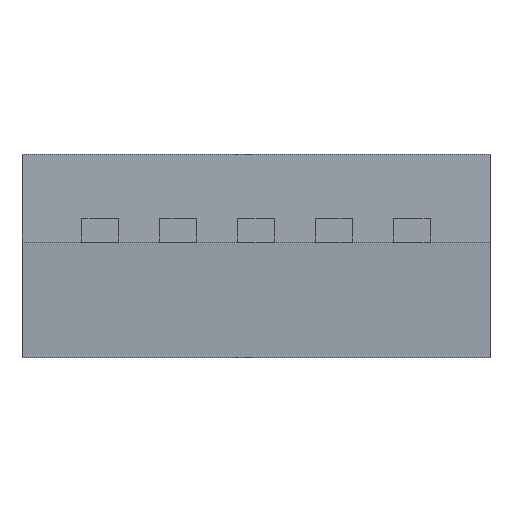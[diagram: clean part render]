
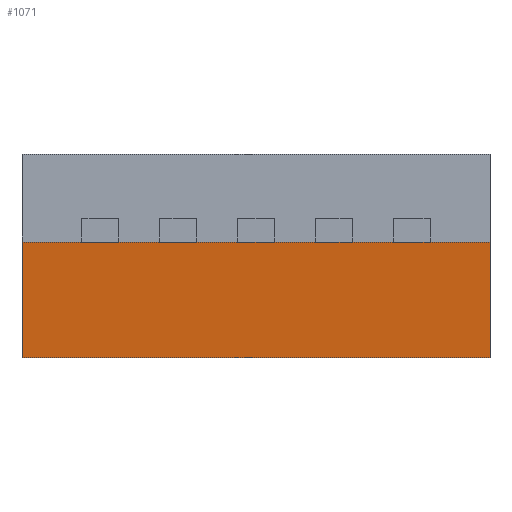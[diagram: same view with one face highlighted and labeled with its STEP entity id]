
A CAD part, front view. The second image highlights one B-rep face of the part: STEP entity #1071.
In plain terms, the highlighted planar face has unit normal (0, -0.996, -0.087).
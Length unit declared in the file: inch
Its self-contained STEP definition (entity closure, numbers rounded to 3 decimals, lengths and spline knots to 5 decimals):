
#39 = VERTEX_POINT ( 'NONE', #840 ) ;
#63 = DIRECTION ( 'NONE',  ( 1., 0., 0. ) ) ;
#98 = EDGE_CURVE ( 'NONE', #202, #573, #714, .T. ) ;
#133 = EDGE_CURVE ( 'NONE', #1051, #39, #733, .T. ) ;
#148 = PLANE ( 'NONE',  #1128 ) ;
#167 = CARTESIAN_POINT ( 'NONE',  ( -0.20125, 0., -0.01 ) ) ;
#173 = CARTESIAN_POINT ( 'NONE',  ( -0.20125, 0.00871, -0.1095 ) ) ;
#202 = VERTEX_POINT ( 'NONE', #1339 ) ;
#278 = ORIENTED_EDGE ( 'NONE', *, *, #98, .T. ) ;
#439 = FACE_OUTER_BOUND ( 'NONE', #1095, .T. ) ;
#573 = VERTEX_POINT ( 'NONE', #683 ) ;
#586 = DIRECTION ( 'NONE',  ( 1., 0., 0. ) ) ;
#593 = EDGE_CURVE ( 'NONE', #573, #39, #811, .T. ) ;
#653 = EDGE_CURVE ( 'NONE', #202, #1051, #1238, .T. ) ;
#683 = CARTESIAN_POINT ( 'NONE',  ( 0.20125, 0.00871, -0.1095 ) ) ;
#693 = CARTESIAN_POINT ( 'NONE',  ( -0.20125, 0., -0.01 ) ) ;
#702 = VECTOR ( 'NONE', #771, 39.37008 ) ;
#714 = LINE ( 'NONE', #173, #702 ) ;
#733 = LINE ( 'NONE', #693, #773 ) ;
#756 = CARTESIAN_POINT ( 'NONE',  ( -0.20125, 0., -0.01 ) ) ;
#771 = DIRECTION ( 'NONE',  ( 1., 0., 0. ) ) ;
#773 = VECTOR ( 'NONE', #586, 39.37008 ) ;
#811 = LINE ( 'NONE', #1293, #1268 ) ;
#840 = CARTESIAN_POINT ( 'NONE',  ( 0.20125, 0., -0.01 ) ) ;
#877 = CARTESIAN_POINT ( 'NONE',  ( -0.20125, 0., -0.01 ) ) ;
#923 = ORIENTED_EDGE ( 'NONE', *, *, #133, .F. ) ;
#946 = ORIENTED_EDGE ( 'NONE', *, *, #593, .T. ) ;
#1008 = DIRECTION ( 'NONE',  ( 0., 0.996, 0.087 ) ) ;
#1038 = ORIENTED_EDGE ( 'NONE', *, *, #653, .F. ) ;
#1051 = VERTEX_POINT ( 'NONE', #756 ) ;
#1071 = ADVANCED_FACE ( 'NONE', ( #439 ), #148, .F. ) ;
#1095 = EDGE_LOOP ( 'NONE', ( #946, #923, #1038, #278 ) ) ;
#1128 = AXIS2_PLACEMENT_3D ( 'NONE', #877, #1008, #63 ) ;
#1133 = DIRECTION ( 'NONE',  ( 0., -0.087, 0.996 ) ) ;
#1138 = DIRECTION ( 'NONE',  ( 0., -0.087, 0.996 ) ) ;
#1238 = LINE ( 'NONE', #167, #1262 ) ;
#1262 = VECTOR ( 'NONE', #1138, 39.37008 ) ;
#1268 = VECTOR ( 'NONE', #1133, 39.37008 ) ;
#1293 = CARTESIAN_POINT ( 'NONE',  ( 0.20125, 0., -0.01 ) ) ;
#1339 = CARTESIAN_POINT ( 'NONE',  ( -0.20125, 0.00871, -0.1095 ) ) ;
